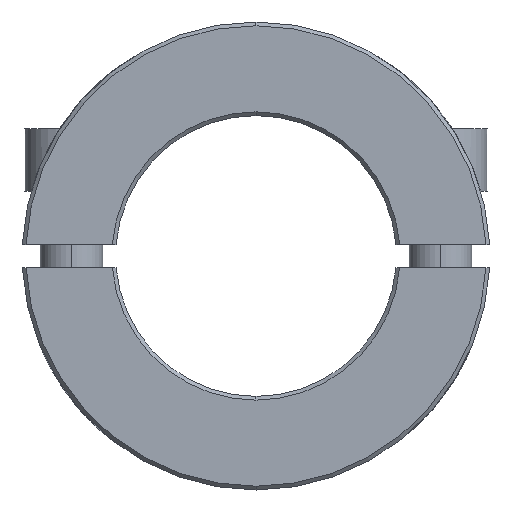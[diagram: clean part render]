
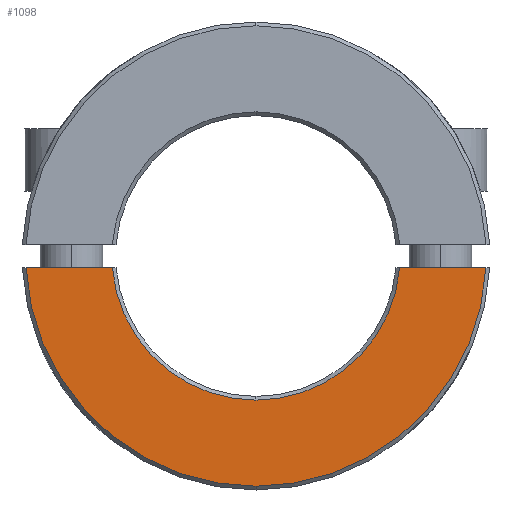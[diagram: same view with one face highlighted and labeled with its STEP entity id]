
A CAD part, left-side view. The second image highlights one B-rep face of the part: STEP entity #1098.
In plain terms, the highlighted planar face has unit normal (-1, 0, 0).
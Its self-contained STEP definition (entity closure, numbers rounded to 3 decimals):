
#794=CARTESIAN_POINT('POINT1927',(0.,
   0.,-14.669));
#795=VERTEX_POINT('VERTEX1927',#794);
#803=CARTESIAN_POINT('POINT1928',(0.,
   14.62,-1.194));
#804=VERTEX_POINT('VERTEX1928',#803);
#811=CARTESIAN_POINT('POS2633',(0.,0.,
   0.));
#812=DIRECTION('DIR3860',(1.,0.,0.));
#813=DIRECTION('DIR3861',(0.,0.,-1.));
#814=AXIS2_PLACEMENT_3D('AXIS1228',#811,#812,#813);
#815=CIRCLE('ELLIPSE569',#814,14.669);
#816=EDGE_CURVE('EDGE3026',#795,#804,#815,.T.);
#828=CARTESIAN_POINT('POINT1930',(0.,
   0.,-23.432));
#829=VERTEX_POINT('VERTEX1930',#828);
#836=CARTESIAN_POINT('POINT1931',(0.,
   23.401,-1.194));
#837=VERTEX_POINT('VERTEX1931',#836);
#838=CARTESIAN_POINT('POS2636',(0.,0.,0.));
#839=DIRECTION('DIR3865',(1.,0.,0.));
#840=DIRECTION('DIR3866',(0.,0.,1.));
#841=AXIS2_PLACEMENT_3D('AXIS1230',#838,#839,#840);
#842=CIRCLE('ELLIPSE570',#841,23.432);
#843=EDGE_CURVE('EDGE3028',#829,#837,#842,.T.);
#1063=CARTESIAN_POINT('POINT1945',(0.,
   -23.401,-1.194));
#1064=VERTEX_POINT('VERTEX1945',#1063);
#1071=EDGE_CURVE('EDGE3050',#1064,#829,#842,.T.);
#1076=CARTESIAN_POINT('POINT1946',(0.,
   -14.62,-1.194));
#1077=VERTEX_POINT('VERTEX1946',#1076);
#1078=EDGE_CURVE('EDGE3051',#1077,#795,#815,.T.);
#1079=ORIENTED_EDGE('COEDGE6071',*,*,#1078,.T.);
#1080=ORIENTED_EDGE('COEDGE6072',*,*,#816,.T.);
#1081=CARTESIAN_POINT('POS2658',(0.,0.,-1.194));
#1082=DIRECTION('DIR3900',(0.,1.,0.));
#1083=VECTOR('VEC1416',#1082,25.4);
#1084=LINE('STRAIGHT1416',#1081,#1083);
#1085=EDGE_CURVE('EDGE3052',#804,#837,#1084,.T.);
#1086=ORIENTED_EDGE('COEDGE6073',*,*,#1085,.T.);
#1087=ORIENTED_EDGE('COEDGE6074',*,*,#843,.F.);
#1088=ORIENTED_EDGE('COEDGE6075',*,*,#1071,.F.);
#1089=EDGE_CURVE('EDGE3053',#1064,#1077,#1084,.T.);
#1090=ORIENTED_EDGE('COEDGE6076',*,*,#1089,.T.);
#1091=EDGE_LOOP('NONE',(#1079,#1080,#1086,#1087,#1088,#1090));
#1092=FACE_BOUND('LOOP1',#1091,.T.);
#1093=CARTESIAN_POINT('POS2659',(0.,0.,
   11.716));
#1094=DIRECTION('DIR3901',(-1.,0.,0.));
#1095=DIRECTION('DIR3902',(0.,1.,0.));
#1096=AXIS2_PLACEMENT_3D('AXIS1243',#1093,#1094,#1095);
#1097=PLANE('PLANE385',#1096);
#1098=ADVANCED_FACE('FACE1256',(#1092),#1097,.T.);
